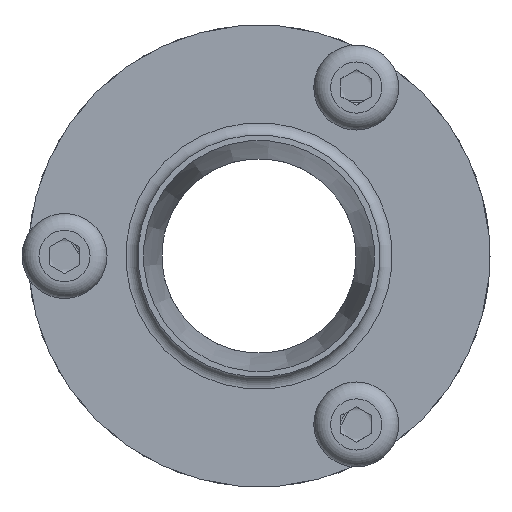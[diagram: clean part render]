
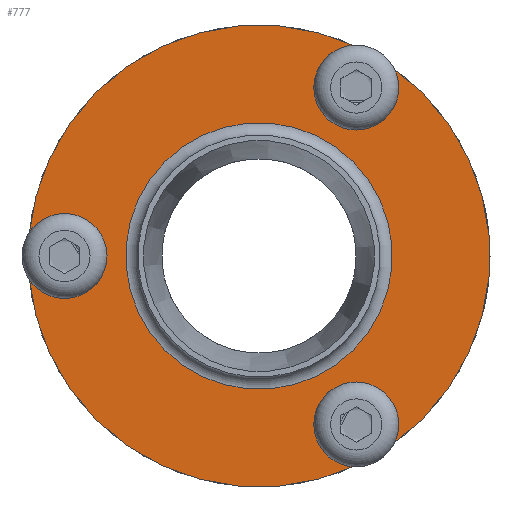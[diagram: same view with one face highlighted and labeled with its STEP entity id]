
A CAD part, left-side view. The second image highlights one B-rep face of the part: STEP entity #777.
In plain terms, the highlighted planar face has unit normal (-1, 0, 0).
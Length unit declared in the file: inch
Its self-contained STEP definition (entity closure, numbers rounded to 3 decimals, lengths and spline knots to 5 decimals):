
#69=FACE_BOUND('',#197,.T.);
#70=FACE_BOUND('',#198,.T.);
#71=FACE_BOUND('',#199,.T.);
#72=FACE_BOUND('',#200,.T.);
#91=PLANE('',#951);
#133=FACE_OUTER_BOUND('',#196,.T.);
#196=EDGE_LOOP('',(#648));
#197=EDGE_LOOP('',(#649));
#198=EDGE_LOOP('',(#650));
#199=EDGE_LOOP('',(#651));
#200=EDGE_LOOP('',(#652));
#325=CIRCLE('',#929,0.125);
#327=CIRCLE('',#932,0.125);
#329=CIRCLE('',#935,0.125);
#338=CIRCLE('',#950,0.685);
#339=CIRCLE('',#952,1.1875);
#383=VERTEX_POINT('',#1387);
#385=VERTEX_POINT('',#1393);
#387=VERTEX_POINT('',#1399);
#395=VERTEX_POINT('',#1425);
#396=VERTEX_POINT('',#1429);
#467=EDGE_CURVE('',#383,#383,#325,.T.);
#470=EDGE_CURVE('',#385,#385,#327,.T.);
#473=EDGE_CURVE('',#387,#387,#329,.T.);
#485=EDGE_CURVE('',#395,#395,#338,.T.);
#486=EDGE_CURVE('',#396,#396,#339,.T.);
#648=ORIENTED_EDGE('',*,*,#486,.F.);
#649=ORIENTED_EDGE('',*,*,#467,.T.);
#650=ORIENTED_EDGE('',*,*,#470,.T.);
#651=ORIENTED_EDGE('',*,*,#473,.T.);
#652=ORIENTED_EDGE('',*,*,#485,.T.);
#777=ADVANCED_FACE('',(#133,#69,#70,#71,#72),#91,.T.);
#929=AXIS2_PLACEMENT_3D('',#1389,#1111,#1112);
#932=AXIS2_PLACEMENT_3D('',#1395,#1118,#1119);
#935=AXIS2_PLACEMENT_3D('',#1401,#1125,#1126);
#950=AXIS2_PLACEMENT_3D('',#1427,#1158,#1159);
#951=AXIS2_PLACEMENT_3D('',#1428,#1160,#1161);
#952=AXIS2_PLACEMENT_3D('',#1430,#1162,#1163);
#1111=DIRECTION('center_axis',(1.,0.,0.));
#1112=DIRECTION('ref_axis',(0.,-0.866,0.5));
#1118=DIRECTION('center_axis',(1.,0.,0.));
#1119=DIRECTION('ref_axis',(0.,0.866,0.5));
#1125=DIRECTION('center_axis',(1.,0.,0.));
#1126=DIRECTION('ref_axis',(0.,0.,-1.));
#1158=DIRECTION('center_axis',(1.,0.,0.));
#1159=DIRECTION('ref_axis',(0.,0.,-1.));
#1160=DIRECTION('center_axis',(-1.,0.,0.));
#1161=DIRECTION('ref_axis',(0.,0.,1.));
#1162=DIRECTION('center_axis',(1.,0.,0.));
#1163=DIRECTION('ref_axis',(0.,0.,-1.));
#1387=CARTESIAN_POINT('',(-0.375,0.36707,-1.02843));
#1389=CARTESIAN_POINT('Origin',(-0.375,0.25882,-0.96593));
#1393=CARTESIAN_POINT('',(-0.375,-1.07418,0.19632));
#1395=CARTESIAN_POINT('Origin',(-0.375,-0.96593,0.25882));
#1399=CARTESIAN_POINT('',(-0.375,0.70711,0.83211));
#1401=CARTESIAN_POINT('Origin',(-0.375,0.70711,0.70711));
#1425=CARTESIAN_POINT('',(-0.375,0.,0.685));
#1427=CARTESIAN_POINT('Origin',(-0.375,0.,0.));
#1428=CARTESIAN_POINT('Origin',(-0.375,1.1875,0.));
#1429=CARTESIAN_POINT('',(-0.375,-1.1875,0.));
#1430=CARTESIAN_POINT('Origin',(-0.375,0.,0.));
